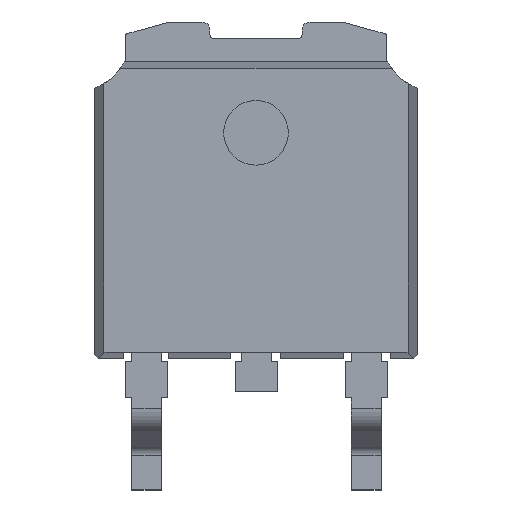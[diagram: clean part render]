
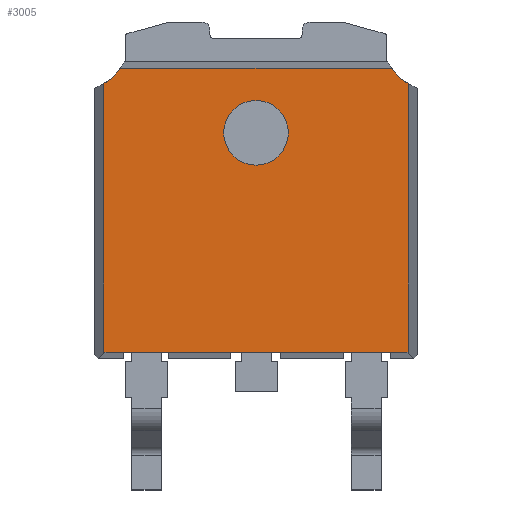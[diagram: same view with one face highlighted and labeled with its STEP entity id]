
A CAD part, top view. The second image highlights one B-rep face of the part: STEP entity #3005.
In plain terms, the highlighted planar face has unit normal (0, 0, 1).
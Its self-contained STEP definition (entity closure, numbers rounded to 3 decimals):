
#55=CIRCLE('',#3145,0.65);
#56=CIRCLE('',#3146,1.08);
#57=CIRCLE('',#3147,1.08);
#89=LINE('',#3854,#358);
#219=LINE('',#4170,#488);
#225=LINE('',#4186,#494);
#226=LINE('',#4188,#495);
#227=LINE('',#4190,#496);
#228=LINE('',#4192,#497);
#229=LINE('',#4193,#498);
#230=LINE('',#4197,#499);
#358=VECTOR('',#3254,1000.);
#488=VECTOR('',#3504,1000.);
#494=VECTOR('',#3518,1000.);
#495=VECTOR('',#3519,1000.);
#496=VECTOR('',#3520,1000.);
#497=VECTOR('',#3521,1000.);
#498=VECTOR('',#3522,1000.);
#499=VECTOR('',#3525,1000.);
#869=ORIENTED_EDGE('',*,*,#1422,.T.);
#870=ORIENTED_EDGE('',*,*,#1423,.F.);
#871=ORIENTED_EDGE('',*,*,#1266,.T.);
#872=ORIENTED_EDGE('',*,*,#1424,.F.);
#873=ORIENTED_EDGE('',*,*,#1425,.T.);
#874=ORIENTED_EDGE('',*,*,#1426,.F.);
#875=ORIENTED_EDGE('',*,*,#1427,.T.);
#876=ORIENTED_EDGE('',*,*,#1416,.F.);
#877=ORIENTED_EDGE('',*,*,#1428,.F.);
#878=ORIENTED_EDGE('',*,*,#1429,.F.);
#879=ORIENTED_EDGE('',*,*,#1430,.T.);
#1266=EDGE_CURVE('',#1580,#1585,#89,.T.);
#1416=EDGE_CURVE('',#1694,#1696,#219,.T.);
#1422=EDGE_CURVE('',#1700,#1700,#55,.T.);
#1423=EDGE_CURVE('',#1580,#1701,#56,.T.);
#1424=EDGE_CURVE('',#1702,#1585,#225,.T.);
#1425=EDGE_CURVE('',#1702,#1703,#226,.T.);
#1426=EDGE_CURVE('',#1704,#1703,#227,.T.);
#1427=EDGE_CURVE('',#1704,#1696,#228,.T.);
#1428=EDGE_CURVE('',#1705,#1694,#229,.T.);
#1429=EDGE_CURVE('',#1706,#1705,#57,.T.);
#1430=EDGE_CURVE('',#1706,#1701,#230,.T.);
#1580=VERTEX_POINT('',#3844);
#1585=VERTEX_POINT('',#3853);
#1694=VERTEX_POINT('',#4168);
#1696=VERTEX_POINT('',#4171);
#1700=VERTEX_POINT('',#4183);
#1701=VERTEX_POINT('',#4185);
#1702=VERTEX_POINT('',#4187);
#1703=VERTEX_POINT('',#4189);
#1704=VERTEX_POINT('',#4191);
#1705=VERTEX_POINT('',#4194);
#1706=VERTEX_POINT('',#4196);
#1840=EDGE_LOOP('',(#869));
#1841=EDGE_LOOP('',(#870,#871,#872,#873,#874,#875,#876,#877,#878,#879));
#1963=FACE_BOUND('',#1840,.T.);
#1964=FACE_BOUND('',#1841,.T.);
#2078=PLANE('',#3144);
#3005=ADVANCED_FACE('',(#1963,#1964),#2078,.T.);
#3144=AXIS2_PLACEMENT_3D('',#4181,#3512,#3513);
#3145=AXIS2_PLACEMENT_3D('',#4182,#3514,#3515);
#3146=AXIS2_PLACEMENT_3D('',#4184,#3516,#3517);
#3147=AXIS2_PLACEMENT_3D('',#4195,#3523,#3524);
#3254=DIRECTION('',(0.,-1.,0.));
#3504=DIRECTION('',(-1.,0.,0.));
#3512=DIRECTION('',(0.,0.,1.));
#3513=DIRECTION('',(1.,0.,0.));
#3514=DIRECTION('',(0.,0.,-1.));
#3515=DIRECTION('',(0.,-1.,0.));
#3516=DIRECTION('',(0.,0.,1.));
#3517=DIRECTION('',(1.,0.,0.));
#3518=DIRECTION('',(-1.,0.,0.));
#3519=DIRECTION('',(1.,0.,0.));
#3520=DIRECTION('',(-1.,0.,0.));
#3521=DIRECTION('',(1.,0.,0.));
#3522=DIRECTION('',(0.,-1.,0.));
#3523=DIRECTION('',(0.,0.,1.));
#3524=DIRECTION('',(1.,0.,0.));
#3525=DIRECTION('',(-1.,0.,0.));
#3844=CARTESIAN_POINT('',(-3.058,5.523,2.3));
#3853=CARTESIAN_POINT('',(-3.058,0.122,2.3));
#3854=CARTESIAN_POINT('',(-3.058,8.804,2.3));
#4168=CARTESIAN_POINT('',(3.058,0.122,2.3));
#4170=CARTESIAN_POINT('',(4.133,0.122,2.3));
#4171=CARTESIAN_POINT('',(2.701,0.122,2.3));
#4181=CARTESIAN_POINT('',(-3.608,6.453,2.3));
#4182=CARTESIAN_POINT('',(0.,4.533,2.3));
#4183=CARTESIAN_POINT('',(0.,3.883,2.3));
#4184=CARTESIAN_POINT('',(-3.608,6.453,2.3));
#4185=CARTESIAN_POINT('',(-2.725,5.831,2.3));
#4186=CARTESIAN_POINT('',(4.133,0.122,2.3));
#4187=CARTESIAN_POINT('',(-2.667,0.122,2.3));
#4188=CARTESIAN_POINT('',(-1.768,0.122,2.3));
#4189=CARTESIAN_POINT('',(-1.768,0.122,2.3));
#4190=CARTESIAN_POINT('',(4.133,0.122,2.3));
#4191=CARTESIAN_POINT('',(1.765,0.122,2.3));
#4192=CARTESIAN_POINT('',(2.701,0.122,2.3));
#4193=CARTESIAN_POINT('',(3.058,8.804,2.3));
#4194=CARTESIAN_POINT('',(3.058,5.523,2.3));
#4195=CARTESIAN_POINT('',(3.608,6.453,2.3));
#4196=CARTESIAN_POINT('',(2.725,5.831,2.3));
#4197=CARTESIAN_POINT('',(6.653,5.831,2.3));
